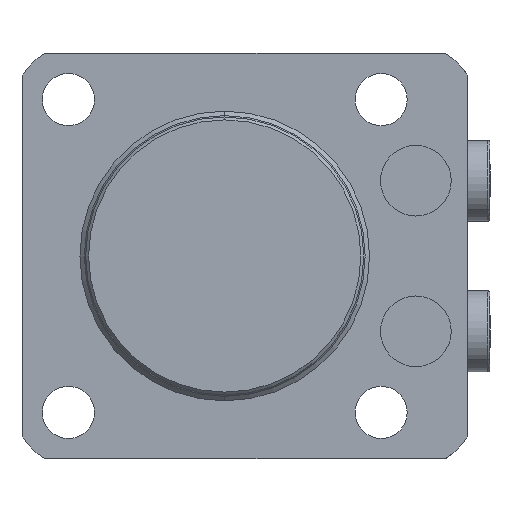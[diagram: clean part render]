
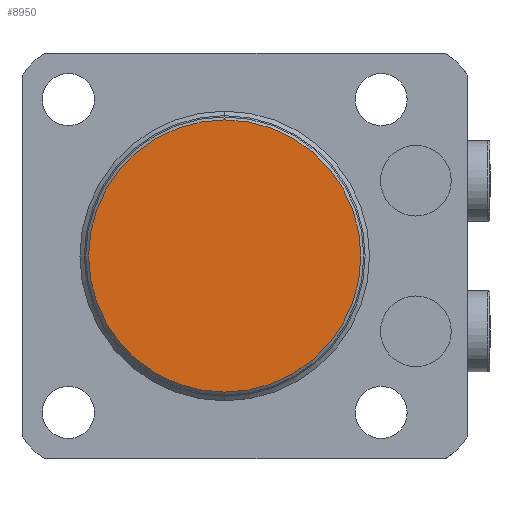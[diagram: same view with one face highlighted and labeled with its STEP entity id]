
A CAD part, front view. The second image highlights one B-rep face of the part: STEP entity #8950.
In plain terms, the highlighted planar face has unit normal (0, -1, 0).
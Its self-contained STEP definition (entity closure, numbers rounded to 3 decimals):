
#6620 = DIRECTION ( 'NONE',  ( 0., 0., -1. ) ) ;
#6621 = DIRECTION ( 'NONE',  ( 0., -1., 0. ) ) ;
#6622 = CARTESIAN_POINT ( 'NONE',  ( 35., -75., 35. ) ) ;
#6623 = AXIS2_PLACEMENT_3D ( 'NONE', #6622, #6621, #6620 ) ;
#6624 = PLANE ( 'NONE',  #6623 ) ;
#6625 = FACE_OUTER_BOUND ( 'NONE', #8949, .T. ) ;
#6631 = DIRECTION ( 'NONE',  ( 0., 0., -1. ) ) ;
#6632 = DIRECTION ( 'NONE',  ( 0., -1., 0. ) ) ;
#6633 = AXIS2_PLACEMENT_3D ( 'NONE', #6638, #6632, #6631 ) ;
#6634 = CIRCLE ( 'NONE', #6633, 23.5 ) ;
#6638 = CARTESIAN_POINT ( 'NONE',  ( 0., -75., 0. ) ) ;
#7632 = DIRECTION ( 'NONE',  ( 0., 0., -1. ) ) ;
#7633 = DIRECTION ( 'NONE',  ( 0., -1., 0. ) ) ;
#7634 = CARTESIAN_POINT ( 'NONE',  ( 0., -75., 0. ) ) ;
#7635 = AXIS2_PLACEMENT_3D ( 'NONE', #7634, #7633, #7632 ) ;
#7636 = CIRCLE ( 'NONE', #7635, 23.5 ) ;
#7686 = CARTESIAN_POINT ( 'NONE',  ( 0., -75., 23.5 ) ) ;
#7687 = CARTESIAN_POINT ( 'NONE',  ( 0., -75., -23.5 ) ) ;
#8936 = ORIENTED_EDGE ( 'NONE', *, *, #8947, .T. ) ;
#8944 = ORIENTED_EDGE ( 'NONE', *, *, #9192, .T. ) ;
#8947 = EDGE_CURVE ( 'NONE', #9202, #9200, #6634, .T. ) ;
#8949 = EDGE_LOOP ( 'NONE', ( #8936, #8944 ) ) ;
#8950 = ADVANCED_FACE ( 'NONE', ( #6625 ), #6624, .T. ) ;
#9192 = EDGE_CURVE ( 'NONE', #9200, #9202, #7636, .T. ) ;
#9200 = VERTEX_POINT ( 'NONE', #7687 ) ;
#9202 = VERTEX_POINT ( 'NONE', #7686 ) ;
